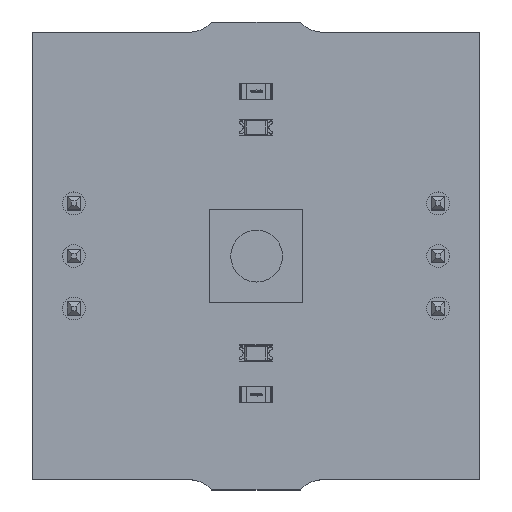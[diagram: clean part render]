
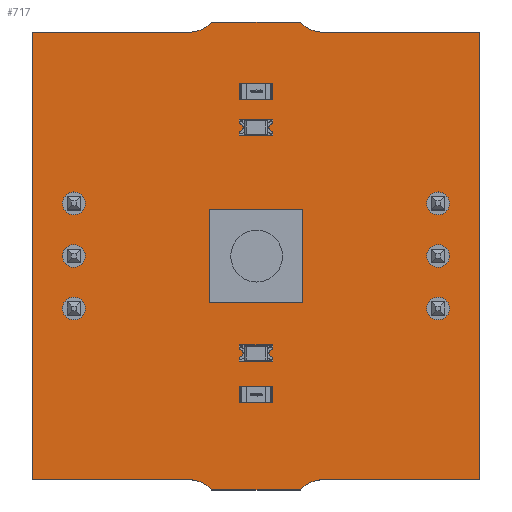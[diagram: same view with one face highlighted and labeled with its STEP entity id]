
A CAD part, top view. The second image highlights one B-rep face of the part: STEP entity #717.
In plain terms, the highlighted planar face has unit normal (0, 0, 1).
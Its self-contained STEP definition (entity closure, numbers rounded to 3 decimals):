
#108 = VERTEX_POINT('',#109);
#109 = CARTESIAN_POINT('',(0.,0.,1.591));
#115 = EDGE_CURVE('',#108,#116,#118,.T.);
#116 = VERTEX_POINT('',#117);
#117 = CARTESIAN_POINT('',(7.55,0.,1.591
    ));
#118 = LINE('',#119,#120);
#119 = CARTESIAN_POINT('',(0.,0.,1.591));
#120 = VECTOR('',#121,1.);
#121 = DIRECTION('',(1.,0.,0.));
#146 = EDGE_CURVE('',#116,#147,#149,.T.);
#147 = VERTEX_POINT('',#148);
#148 = CARTESIAN_POINT('',(8.668,-0.5,1.591));
#149 = CIRCLE('',#150,1.504);
#150 = AXIS2_PLACEMENT_3D('',#151,#152,#153);
#151 = CARTESIAN_POINT('',(7.548,-1.504,1.591));
#152 = DIRECTION('',(0.,0.,-1.));
#153 = DIRECTION('',(0.001,1.,0.));
#179 = EDGE_CURVE('',#147,#180,#182,.T.);
#180 = VERTEX_POINT('',#181);
#181 = CARTESIAN_POINT('',(12.932,-0.5,1.591));
#182 = LINE('',#183,#184);
#183 = CARTESIAN_POINT('',(8.668,-0.5,1.591));
#184 = VECTOR('',#185,1.);
#185 = DIRECTION('',(1.,0.,0.));
#210 = EDGE_CURVE('',#180,#211,#213,.T.);
#211 = VERTEX_POINT('',#212);
#212 = CARTESIAN_POINT('',(14.05,0.,
    1.591));
#213 = CIRCLE('',#214,1.504);
#214 = AXIS2_PLACEMENT_3D('',#215,#216,#217);
#215 = CARTESIAN_POINT('',(14.052,-1.504,1.591));
#216 = DIRECTION('',(0.,0.,-1.));
#217 = DIRECTION('',(-0.744,0.668,0.));
#243 = EDGE_CURVE('',#211,#244,#246,.T.);
#244 = VERTEX_POINT('',#245);
#245 = CARTESIAN_POINT('',(21.6,0.,1.591));
#246 = LINE('',#247,#248);
#247 = CARTESIAN_POINT('',(14.05,0.,1.591));
#248 = VECTOR('',#249,1.);
#249 = DIRECTION('',(1.,0.,0.));
#274 = EDGE_CURVE('',#244,#275,#277,.T.);
#275 = VERTEX_POINT('',#276);
#276 = CARTESIAN_POINT('',(21.6,21.6,1.591));
#277 = LINE('',#278,#279);
#278 = CARTESIAN_POINT('',(21.6,0.,1.591));
#279 = VECTOR('',#280,1.);
#280 = DIRECTION('',(0.,1.,0.));
#305 = EDGE_CURVE('',#275,#306,#308,.T.);
#306 = VERTEX_POINT('',#307);
#307 = CARTESIAN_POINT('',(14.05,21.6,1.591));
#308 = LINE('',#309,#310);
#309 = CARTESIAN_POINT('',(21.6,21.6,1.591));
#310 = VECTOR('',#311,1.);
#311 = DIRECTION('',(-1.,0.,0.));
#336 = EDGE_CURVE('',#306,#337,#339,.T.);
#337 = VERTEX_POINT('',#338);
#338 = CARTESIAN_POINT('',(12.932,22.1,1.591));
#339 = CIRCLE('',#340,1.504);
#340 = AXIS2_PLACEMENT_3D('',#341,#342,#343);
#341 = CARTESIAN_POINT('',(14.052,23.104,1.591));
#342 = DIRECTION('',(0.,0.,-1.));
#343 = DIRECTION('',(-0.001,-1.,0.));
#369 = EDGE_CURVE('',#337,#370,#372,.T.);
#370 = VERTEX_POINT('',#371);
#371 = CARTESIAN_POINT('',(8.668,22.1,1.591));
#372 = LINE('',#373,#374);
#373 = CARTESIAN_POINT('',(12.932,22.1,1.591));
#374 = VECTOR('',#375,1.);
#375 = DIRECTION('',(-1.,0.,0.));
#400 = EDGE_CURVE('',#370,#401,#403,.T.);
#401 = VERTEX_POINT('',#402);
#402 = CARTESIAN_POINT('',(7.55,21.6,1.591));
#403 = CIRCLE('',#404,1.504);
#404 = AXIS2_PLACEMENT_3D('',#405,#406,#407);
#405 = CARTESIAN_POINT('',(7.548,23.104,1.591));
#406 = DIRECTION('',(0.,0.,-1.));
#407 = DIRECTION('',(0.744,-0.668,0.));
#433 = EDGE_CURVE('',#401,#434,#436,.T.);
#434 = VERTEX_POINT('',#435);
#435 = CARTESIAN_POINT('',(0.,21.6,1.591));
#436 = LINE('',#437,#438);
#437 = CARTESIAN_POINT('',(7.55,21.6,1.591));
#438 = VECTOR('',#439,1.);
#439 = DIRECTION('',(-1.,0.,0.));
#464 = EDGE_CURVE('',#434,#108,#465,.T.);
#465 = LINE('',#466,#467);
#466 = CARTESIAN_POINT('',(0.,21.6,1.591));
#467 = VECTOR('',#468,1.);
#468 = DIRECTION('',(0.,-1.,0.));
#488 = VERTEX_POINT('',#489);
#489 = CARTESIAN_POINT('',(2.55,8.26,1.591));
#495 = EDGE_CURVE('',#488,#488,#496,.T.);
#496 = CIRCLE('',#497,0.55);
#497 = AXIS2_PLACEMENT_3D('',#498,#499,#500);
#498 = CARTESIAN_POINT('',(2.,8.26,1.591));
#499 = DIRECTION('',(0.,0.,1.));
#500 = DIRECTION('',(1.,0.,0.));
#521 = VERTEX_POINT('',#522);
#522 = CARTESIAN_POINT('',(2.55,13.34,1.591));
#528 = EDGE_CURVE('',#521,#521,#529,.T.);
#529 = CIRCLE('',#530,0.55);
#530 = AXIS2_PLACEMENT_3D('',#531,#532,#533);
#531 = CARTESIAN_POINT('',(2.,13.34,1.591));
#532 = DIRECTION('',(0.,0.,1.));
#533 = DIRECTION('',(1.,0.,0.));
#554 = VERTEX_POINT('',#555);
#555 = CARTESIAN_POINT('',(2.55,10.8,1.591));
#561 = EDGE_CURVE('',#554,#554,#562,.T.);
#562 = CIRCLE('',#563,0.55);
#563 = AXIS2_PLACEMENT_3D('',#564,#565,#566);
#564 = CARTESIAN_POINT('',(2.,10.8,1.591));
#565 = DIRECTION('',(0.,0.,1.));
#566 = DIRECTION('',(1.,0.,0.));
#587 = VERTEX_POINT('',#588);
#588 = CARTESIAN_POINT('',(20.15,8.26,1.591));
#594 = EDGE_CURVE('',#587,#587,#595,.T.);
#595 = CIRCLE('',#596,0.55);
#596 = AXIS2_PLACEMENT_3D('',#597,#598,#599);
#597 = CARTESIAN_POINT('',(19.6,8.26,1.591));
#598 = DIRECTION('',(0.,0.,1.));
#599 = DIRECTION('',(1.,0.,0.));
#620 = VERTEX_POINT('',#621);
#621 = CARTESIAN_POINT('',(20.15,13.34,1.591));
#627 = EDGE_CURVE('',#620,#620,#628,.T.);
#628 = CIRCLE('',#629,0.55);
#629 = AXIS2_PLACEMENT_3D('',#630,#631,#632);
#630 = CARTESIAN_POINT('',(19.6,13.34,1.591));
#631 = DIRECTION('',(0.,0.,1.));
#632 = DIRECTION('',(1.,0.,0.));
#653 = VERTEX_POINT('',#654);
#654 = CARTESIAN_POINT('',(20.15,10.8,1.591));
#660 = EDGE_CURVE('',#653,#653,#661,.T.);
#661 = CIRCLE('',#662,0.55);
#662 = AXIS2_PLACEMENT_3D('',#663,#664,#665);
#663 = CARTESIAN_POINT('',(19.6,10.8,1.591));
#664 = DIRECTION('',(0.,0.,1.));
#665 = DIRECTION('',(1.,0.,0.));
#717 = ADVANCED_FACE('',(#718,#732,#735,#738,#741,#744,#747),#750,.T.);
#718 = FACE_BOUND('',#719,.T.);
#719 = EDGE_LOOP('',(#720,#721,#722,#723,#724,#725,#726,#727,#728,#729,
    #730,#731));
#720 = ORIENTED_EDGE('',*,*,#115,.T.);
#721 = ORIENTED_EDGE('',*,*,#146,.T.);
#722 = ORIENTED_EDGE('',*,*,#179,.T.);
#723 = ORIENTED_EDGE('',*,*,#210,.T.);
#724 = ORIENTED_EDGE('',*,*,#243,.T.);
#725 = ORIENTED_EDGE('',*,*,#274,.T.);
#726 = ORIENTED_EDGE('',*,*,#305,.T.);
#727 = ORIENTED_EDGE('',*,*,#336,.T.);
#728 = ORIENTED_EDGE('',*,*,#369,.T.);
#729 = ORIENTED_EDGE('',*,*,#400,.T.);
#730 = ORIENTED_EDGE('',*,*,#433,.T.);
#731 = ORIENTED_EDGE('',*,*,#464,.T.);
#732 = FACE_BOUND('',#733,.T.);
#733 = EDGE_LOOP('',(#734));
#734 = ORIENTED_EDGE('',*,*,#495,.F.);
#735 = FACE_BOUND('',#736,.T.);
#736 = EDGE_LOOP('',(#737));
#737 = ORIENTED_EDGE('',*,*,#528,.F.);
#738 = FACE_BOUND('',#739,.T.);
#739 = EDGE_LOOP('',(#740));
#740 = ORIENTED_EDGE('',*,*,#561,.F.);
#741 = FACE_BOUND('',#742,.T.);
#742 = EDGE_LOOP('',(#743));
#743 = ORIENTED_EDGE('',*,*,#594,.F.);
#744 = FACE_BOUND('',#745,.T.);
#745 = EDGE_LOOP('',(#746));
#746 = ORIENTED_EDGE('',*,*,#627,.F.);
#747 = FACE_BOUND('',#748,.T.);
#748 = EDGE_LOOP('',(#749));
#749 = ORIENTED_EDGE('',*,*,#660,.F.);
#750 = PLANE('',#751);
#751 = AXIS2_PLACEMENT_3D('',#752,#753,#754);
#752 = CARTESIAN_POINT('',(0.,0.,1.591));
#753 = DIRECTION('',(0.,0.,1.));
#754 = DIRECTION('',(1.,0.,0.));
